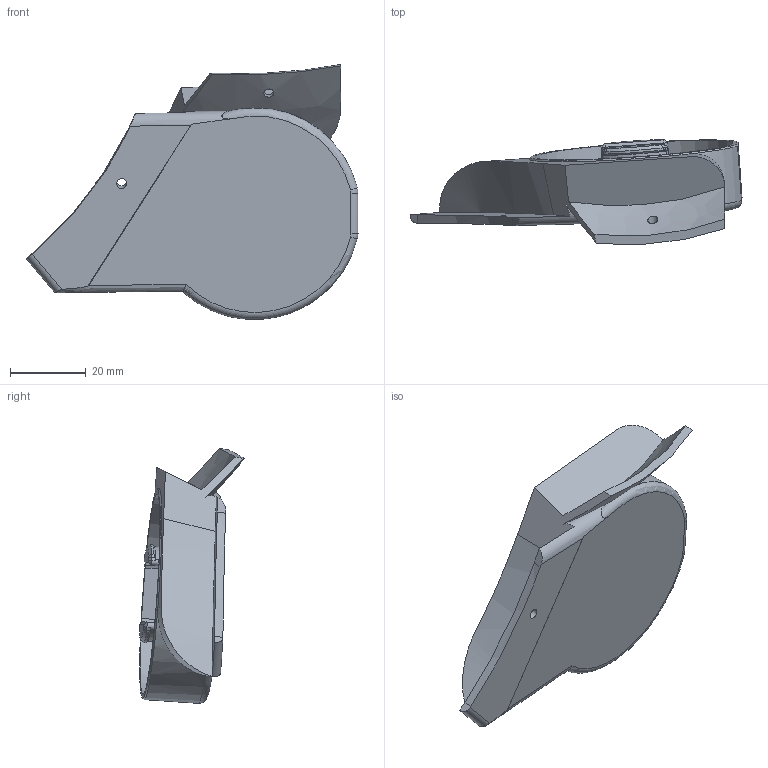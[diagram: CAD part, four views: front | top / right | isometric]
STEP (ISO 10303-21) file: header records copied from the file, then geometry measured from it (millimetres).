
FILE_DESCRIPTION(/* description */ (''),/* implementation_level */ '2;1');
FILE_NAME(/* name */ 'Ploopy Knob 80 v1 RIGHT.step',/* time_stamp */ '2025-07-16T11:54:22-05:00',/* author */ (''),/* organization */ (''),/* preprocessor_version */ 'ST-DEVELOPER v20.1',/* originating_system */ 'Autodesk Translation Framework v14.10.0.0',/* authorisation */ '');
FILE_SCHEMA (('AUTOMOTIVE_DESIGN { 1 0 10303 214 3 1 1 }'));
Length unit declared in the file: millimetre
Products named in the file (2): Ploopy Knob 80 RIGHT; Component5
Assembly tree (1 placements, depth 2):
  Ploopy Knob 80 RIGHT
    Component5
Bounding box: 87.65 x 27.75 x 67.3 mm (x, y, z)
Volume: 33800.6 mm3; surface area: 14579.4 mm2
Topology: 1 solids, 1 shells, 212 faces, 534 edges, 327 vertices
Faces by surface type: cylinder 83, plane 66, cone 30, torus 20, bspline 7, sphere 6
Full cylindrical faces by diameter (mm): 1.9 x2, 2.4 x2, 2.6 x2
Entity records: 7145 total; most frequent: CARTESIAN_POINT 1953, DIRECTION 1137, ORIENTED_EDGE 1058, EDGE_CURVE 529, AXIS2_PLACEMENT_3D 447, VERTEX_POINT 327, LINE 243, VECTOR 243
